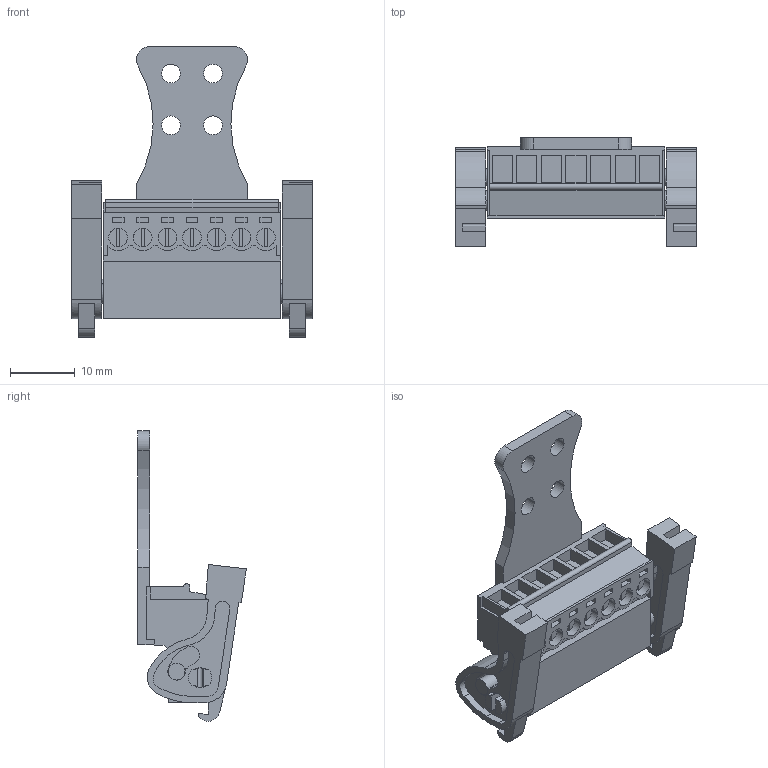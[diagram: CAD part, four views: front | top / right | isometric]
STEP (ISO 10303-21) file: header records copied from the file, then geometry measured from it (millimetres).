
FILE_DESCRIPTION(('CATIA V5 STEP Exchange','CAx-IF Rec.Pracs.--- Model Styling and Organization---1.2---2011-12-15'),'2;1');
FILE_NAME ('D1462287_0', '2018-05-08T13:45:10+00:00', ('none'), ('Weidmueller'), 'CATIA Version 5-6 Release 2014', 'CATIA V5 STEP AP214', 'none');
FILE_SCHEMA(('AUTOMOTIVE_DESIGN { 1 0 10303 214 1 1 1 1 }'));
Length unit declared in the file: millimetre
Products named in the file (1): 2444200000
Bounding box: 37.26 x 16.83 x 44.95 mm (x, y, z)
Volume: 5072.1 mm3; surface area: 7089.4 mm2
Topology: 18 solids, 18 shells, 624 faces, 1641 edges, 1096 vertices
Faces by surface type: plane 475, cylinder 149
Entity records: 18337 total; most frequent: CARTESIAN_POINT 3312, ORIENTED_EDGE 3282, DIRECTION 2367, EDGE_CURVE 1641, VECTOR 1249, LINE 1249, VERTEX_POINT 1096, AXIS2_PLACEMENT_3D 735
